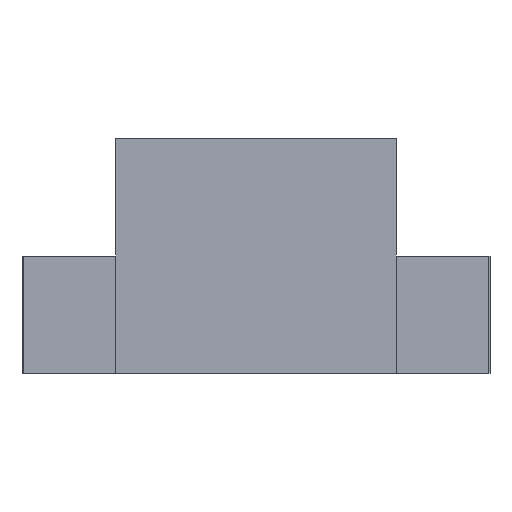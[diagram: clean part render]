
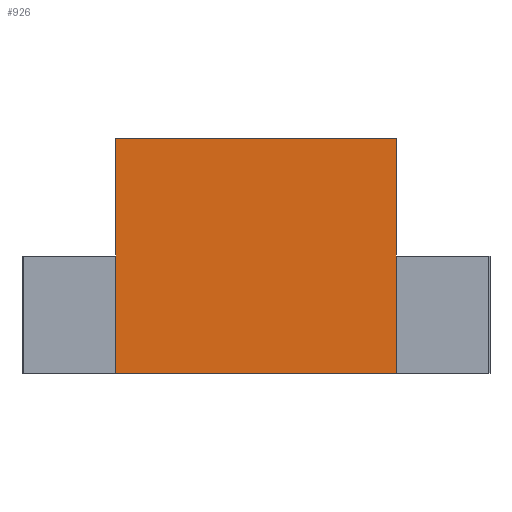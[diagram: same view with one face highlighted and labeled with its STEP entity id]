
A CAD part, front view. The second image highlights one B-rep face of the part: STEP entity #926.
In plain terms, the highlighted planar face has unit normal (0, -1, 0).
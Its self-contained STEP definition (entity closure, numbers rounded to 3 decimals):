
#185 = ORIENTED_EDGE ( 'NONE', *, *, #844, .T. ) ;
#227 = VECTOR ( 'NONE', #1929, 1000. ) ;
#230 = EDGE_CURVE ( 'NONE', #1922, #2116, #294, .T. ) ;
#234 = EDGE_CURVE ( 'NONE', #2233, #2116, #2413, .T. ) ;
#250 = CARTESIAN_POINT ( 'NONE',  ( 0.599, -0.295, 0. ) ) ;
#294 = LINE ( 'NONE', #250, #785 ) ;
#314 = AXIS2_PLACEMENT_3D ( 'NONE', #1680, #889, #613 ) ;
#443 = DIRECTION ( 'NONE',  ( 0., 0., -1. ) ) ;
#580 = CARTESIAN_POINT ( 'NONE',  ( -0.599, -0.295, 1. ) ) ;
#613 = DIRECTION ( 'NONE',  ( 0., 0., 1. ) ) ;
#676 = DIRECTION ( 'NONE',  ( -1., 0., 0. ) ) ;
#708 = CARTESIAN_POINT ( 'NONE',  ( 0.599, -0.295, 1. ) ) ;
#720 = PLANE ( 'NONE',  #314 ) ;
#729 = FACE_OUTER_BOUND ( 'NONE', #2403, .T. ) ;
#785 = VECTOR ( 'NONE', #676, 1000. ) ;
#798 = VERTEX_POINT ( 'NONE', #2049 ) ;
#808 = CARTESIAN_POINT ( 'NONE',  ( -0.599, -0.295, 0. ) ) ;
#844 = EDGE_CURVE ( 'NONE', #1922, #798, #1312, .T. ) ;
#889 = DIRECTION ( 'NONE',  ( 0., 1., 0. ) ) ;
#920 = EDGE_CURVE ( 'NONE', #798, #2233, #1804, .T. ) ;
#926 = ADVANCED_FACE ( 'NONE', ( #729 ), #720, .F. ) ;
#1118 = ORIENTED_EDGE ( 'NONE', *, *, #230, .F. ) ;
#1312 = LINE ( 'NONE', #1849, #2246 ) ;
#1566 = CARTESIAN_POINT ( 'NONE',  ( -0.599, -0.295, 0. ) ) ;
#1680 = CARTESIAN_POINT ( 'NONE',  ( -0.599, -0.295, 0. ) ) ;
#1804 = LINE ( 'NONE', #708, #227 ) ;
#1825 = ORIENTED_EDGE ( 'NONE', *, *, #234, .T. ) ;
#1849 = CARTESIAN_POINT ( 'NONE',  ( 0.599, -0.295, 0. ) ) ;
#1922 = VERTEX_POINT ( 'NONE', #2594 ) ;
#1929 = DIRECTION ( 'NONE',  ( -1., 0., 0. ) ) ;
#1955 = DIRECTION ( 'NONE',  ( 0., 0., 1. ) ) ;
#2007 = ORIENTED_EDGE ( 'NONE', *, *, #920, .T. ) ;
#2049 = CARTESIAN_POINT ( 'NONE',  ( 0.599, -0.295, 1. ) ) ;
#2116 = VERTEX_POINT ( 'NONE', #1566 ) ;
#2233 = VERTEX_POINT ( 'NONE', #580 ) ;
#2246 = VECTOR ( 'NONE', #1955, 1000. ) ;
#2350 = VECTOR ( 'NONE', #443, 1000. ) ;
#2403 = EDGE_LOOP ( 'NONE', ( #185, #2007, #1825, #1118 ) ) ;
#2413 = LINE ( 'NONE', #808, #2350 ) ;
#2594 = CARTESIAN_POINT ( 'NONE',  ( 0.599, -0.295, 0. ) ) ;
